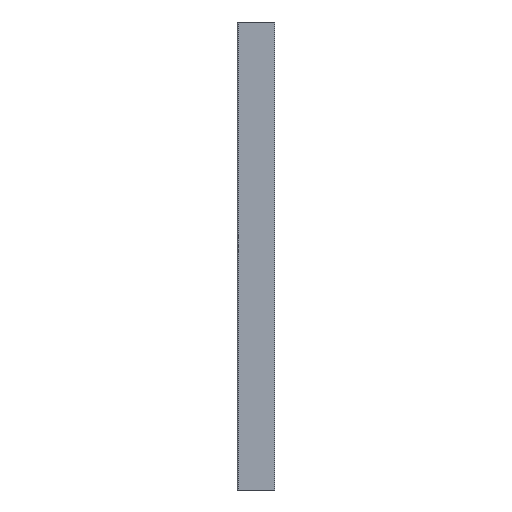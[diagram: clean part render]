
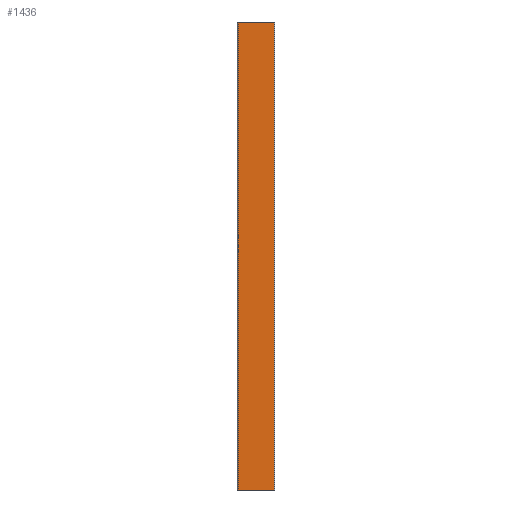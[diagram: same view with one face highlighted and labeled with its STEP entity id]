
A CAD part, front view. The second image highlights one B-rep face of the part: STEP entity #1436.
In plain terms, the highlighted planar face has unit normal (0, -1, 0).
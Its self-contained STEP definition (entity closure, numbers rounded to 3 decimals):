
#9 = ORIENTED_EDGE ( 'NONE', *, *, #270, .T. ) ;
#10 = ORIENTED_EDGE ( 'NONE', *, *, #286, .F. ) ;
#11 = ORIENTED_EDGE ( 'NONE', *, *, #340, .F. ) ;
#12 = ORIENTED_EDGE ( 'NONE', *, *, #322, .T. ) ;
#119 = LINE ( 'NONE', #1421, #121 ) ;
#121 = VECTOR ( 'NONE', #1425, 1000. ) ;
#141 = LINE ( 'NONE', #1383, #143 ) ;
#143 = VECTOR ( 'NONE', #1382, 1000. ) ;
#177 = AXIS2_PLACEMENT_3D ( 'NONE', #1024, #1032, #1033 ) ;
#270 = EDGE_CURVE ( 'NONE', #409, #382, #119, .T. ) ;
#286 = EDGE_CURVE ( 'NONE', #409, #385, #141, .T. ) ;
#322 = EDGE_CURVE ( 'NONE', #382, #690, #1111, .T. ) ;
#340 = EDGE_CURVE ( 'NONE', #385, #690, #1141, .T. ) ;
#382 = VERTEX_POINT ( 'NONE', #866 ) ;
#385 = VERTEX_POINT ( 'NONE', #869 ) ;
#409 = VERTEX_POINT ( 'NONE', #893 ) ;
#489 = EDGE_LOOP ( 'NONE', ( #12, #11, #10, #9 ) ) ;
#582 = DIRECTION ( 'NONE',  ( 0., 0., -1. ) ) ;
#584 = CARTESIAN_POINT ( 'NONE',  ( 1325.153, 686.646, 1000. ) ) ;
#651 = CARTESIAN_POINT ( 'NONE',  ( 1247.653, 686.646, 0. ) ) ;
#653 = DIRECTION ( 'NONE',  ( 1., 0., 0. ) ) ;
#690 = VERTEX_POINT ( 'NONE', #925 ) ;
#866 = CARTESIAN_POINT ( 'NONE',  ( 1247.653, 686.646, 0. ) ) ;
#869 = CARTESIAN_POINT ( 'NONE',  ( 1325.153, 686.646, 1000. ) ) ;
#893 = CARTESIAN_POINT ( 'NONE',  ( 1247.653, 686.646, 1000. ) ) ;
#925 = CARTESIAN_POINT ( 'NONE',  ( 1325.153, 686.646, 0. ) ) ;
#1024 = CARTESIAN_POINT ( 'NONE',  ( 1247.653, 686.646, 1000. ) ) ;
#1029 = PLANE ( 'NONE',  #177 ) ;
#1032 = DIRECTION ( 'NONE',  ( 0., 1., 0. ) ) ;
#1033 = DIRECTION ( 'NONE',  ( 0., 0., 1. ) ) ;
#1111 = LINE ( 'NONE', #651, #1115 ) ;
#1115 = VECTOR ( 'NONE', #653, 1000. ) ;
#1141 = LINE ( 'NONE', #584, #1144 ) ;
#1144 = VECTOR ( 'NONE', #582, 1000. ) ;
#1241 = FACE_OUTER_BOUND ( 'NONE', #489, .T. ) ;
#1382 = DIRECTION ( 'NONE',  ( 1., 0., 0. ) ) ;
#1383 = CARTESIAN_POINT ( 'NONE',  ( 1247.653, 686.646, 1000. ) ) ;
#1421 = CARTESIAN_POINT ( 'NONE',  ( 1247.653, 686.646, 1000. ) ) ;
#1425 = DIRECTION ( 'NONE',  ( 0., 0., -1. ) ) ;
#1436 = ADVANCED_FACE ( 'NONE', ( #1241 ), #1029, .F. ) ;
